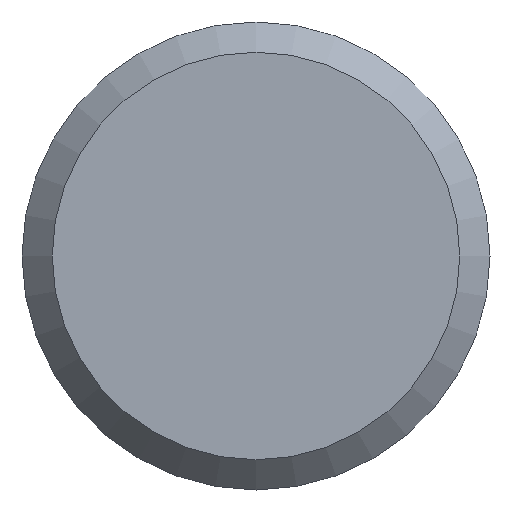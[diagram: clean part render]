
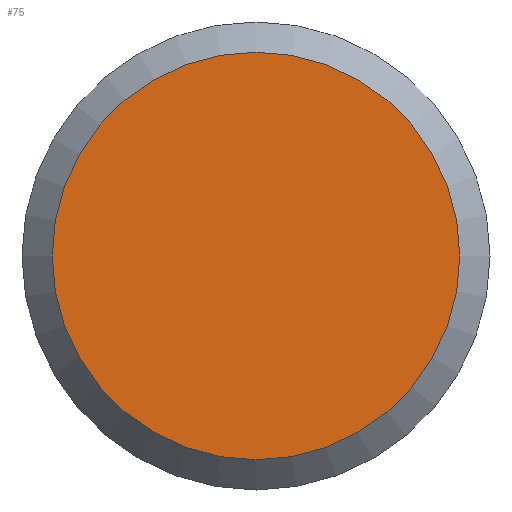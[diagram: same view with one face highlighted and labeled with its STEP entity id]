
A CAD part, left-side view. The second image highlights one B-rep face of the part: STEP entity #75.
In plain terms, the highlighted planar face has unit normal (-1, 0, 0).
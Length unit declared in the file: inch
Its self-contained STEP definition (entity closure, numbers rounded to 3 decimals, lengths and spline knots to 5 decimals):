
#25=FACE_OUTER_BOUND('',#31,.T.);
#31=EDGE_LOOP('',(#56));
#38=CIRCLE('',#104,1.268);
#43=VERTEX_POINT('',#143);
#48=EDGE_CURVE('',#43,#43,#38,.T.);
#56=ORIENTED_EDGE('',*,*,#48,.F.);
#72=PLANE('',#103);
#75=ADVANCED_FACE('',(#25),#72,.T.);
#103=AXIS2_PLACEMENT_3D('',#142,#116,#117);
#104=AXIS2_PLACEMENT_3D('',#144,#118,#119);
#116=DIRECTION('center_axis',(-1.,0.,0.));
#117=DIRECTION('ref_axis',(0.,0.,1.));
#118=DIRECTION('center_axis',(1.,0.,0.));
#119=DIRECTION('ref_axis',(0.,1.,0.));
#142=CARTESIAN_POINT('Origin',(0.,0.634,0.));
#143=CARTESIAN_POINT('',(0.,-1.268,0.));
#144=CARTESIAN_POINT('Origin',(0.,0.,
0.));
